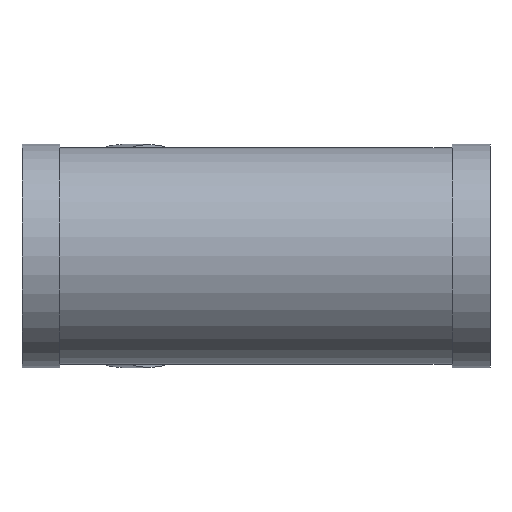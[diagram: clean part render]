
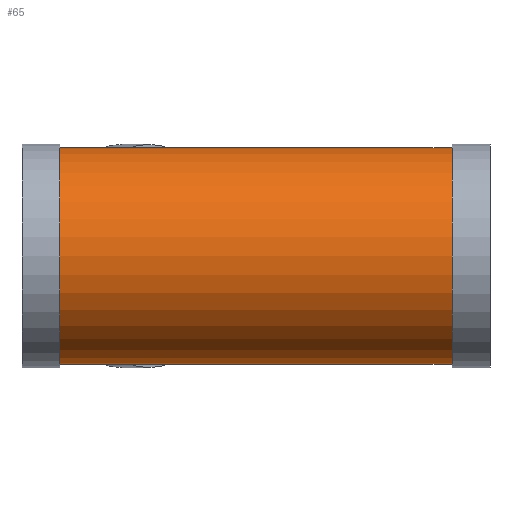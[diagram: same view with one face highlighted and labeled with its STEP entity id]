
A CAD part, front view. The second image highlights one B-rep face of the part: STEP entity #65.
In plain terms, the highlighted cylindrical face has radius 157.5 mm (diameter 315 mm), a full revolution.
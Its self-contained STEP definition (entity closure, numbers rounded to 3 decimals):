
#65 = ADVANCED_FACE( '', ( #143, #144, #145 ), #146, .T. );
#143 = FACE_OUTER_BOUND( '', #228, .T. );
#144 = FACE_BOUND( '', #229, .T. );
#145 = FACE_OUTER_BOUND( '', #230, .T. );
#146 = CYLINDRICAL_SURFACE( '', #231, 157.5 );
#228 = EDGE_LOOP( '', ( #330 ) );
#229 = EDGE_LOOP( '', ( #331, #332 ) );
#230 = EDGE_LOOP( '', ( #333 ) );
#231 = AXIS2_PLACEMENT_3D( '', #334, #335, #336 );
#330 = ORIENTED_EDGE( '', *, *, #411, .T. );
#331 = ORIENTED_EDGE( '', *, *, #412, .F. );
#332 = ORIENTED_EDGE( '', *, *, #413, .F. );
#333 = ORIENTED_EDGE( '', *, *, #414, .F. );
#334 = CARTESIAN_POINT( '', ( 340.5, 0., 0. ) );
#335 = DIRECTION( '', ( -1., 0., 0. ) );
#336 = DIRECTION( '', ( 0., 0., -1. ) );
#411 = EDGE_CURVE( '', #470, #470, #471, .T. );
#412 = EDGE_CURVE( '', #472, #473, #474, .F. );
#413 = EDGE_CURVE( '', #473, #472, #475, .F. );
#414 = EDGE_CURVE( '', #476, #476, #477, .T. );
#470 = VERTEX_POINT( '', #533 );
#471 = CIRCLE( '', #534, 157.5 );
#472 = VERTEX_POINT( '', #535 );
#473 = VERTEX_POINT( '', #536 );
#474 = ELLIPSE( '', #537, 411.567, 157.5 );
#475 = ELLIPSE( '', #538, 170.477, 157.5 );
#476 = VERTEX_POINT( '', #539 );
#477 = CIRCLE( '', #540, 157.5 );
#533 = CARTESIAN_POINT( '', ( -285.5, 0., -157.5 ) );
#534 = AXIS2_PLACEMENT_3D( '', #602, #603, #604 );
#535 = CARTESIAN_POINT( '', ( 157.5, 0., -157.5 ) );
#536 = CARTESIAN_POINT( '', ( 157.5, 0., 157.5 ) );
#537 = AXIS2_PLACEMENT_3D( '', #605, #606, #607 );
#538 = AXIS2_PLACEMENT_3D( '', #608, #609, #610 );
#539 = CARTESIAN_POINT( '', ( 285.5, 0., -157.5 ) );
#540 = AXIS2_PLACEMENT_3D( '', #611, #612, #613 );
#602 = CARTESIAN_POINT( '', ( -285.5, 0., 0. ) );
#603 = DIRECTION( '', ( 1., 0., 0. ) );
#604 = DIRECTION( '', ( 0., 0., -1. ) );
#605 = CARTESIAN_POINT( '', ( 157.5, 0., 0. ) );
#606 = DIRECTION( '', ( -0.383, -0.924, 0. ) );
#607 = DIRECTION( '', ( 0.924, -0.383, 0. ) );
#608 = CARTESIAN_POINT( '', ( 157.5, 0., 0. ) );
#609 = DIRECTION( '', ( 0.924, -0.383, 0. ) );
#610 = DIRECTION( '', ( -0.383, -0.924, 0. ) );
#611 = CARTESIAN_POINT( '', ( 285.5, 0., 0. ) );
#612 = DIRECTION( '', ( 1., 0., 0. ) );
#613 = DIRECTION( '', ( 0., 0., -1. ) );
